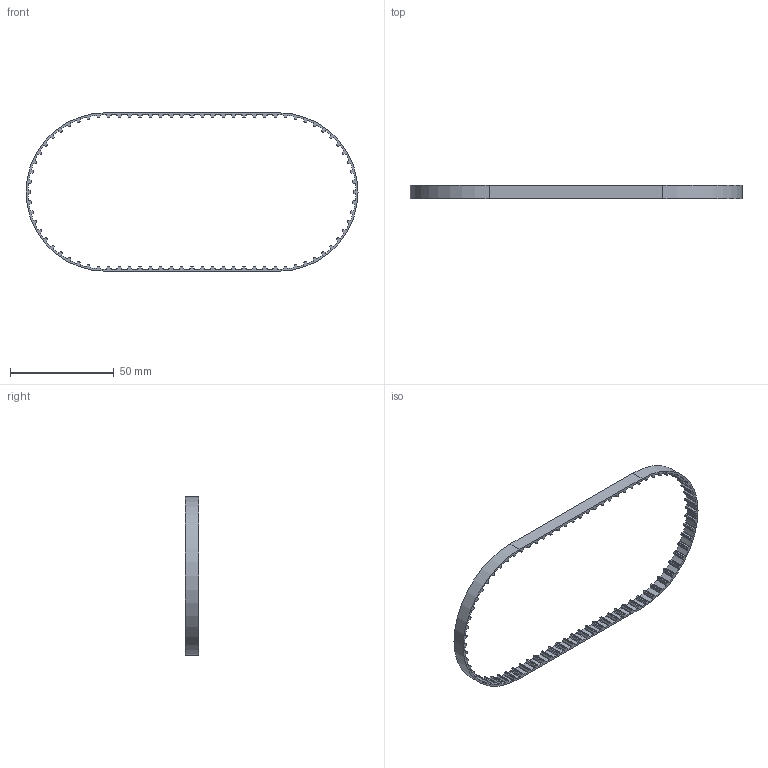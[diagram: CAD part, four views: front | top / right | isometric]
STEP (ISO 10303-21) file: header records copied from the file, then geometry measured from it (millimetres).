
FILE_DESCRIPTION (( 'STEP AP214' ), '1' );
FILE_NAME ('160XL025NG.step', '2015-04-08T23:02:21', ( '' ), ( '' ), 'SwSTEP 2.0', 'SolidWorks 2014', '' );
FILE_SCHEMA (( 'AUTOMOTIVE_DESIGN' ));
Length unit declared in the file: inch
Products named in the file (1): 160XL025NG
Bounding box: 159.71 x 6.35 x 76.2 mm (x, y, z)
Volume: 3557.3 mm3; surface area: 6953.8 mm2
Topology: 1 solids, 1 shells, 678 faces, 2028 edges, 1352 vertices
Faces by surface type: cylinder 398, plane 280
Entity records: 23172 total; most frequent: DIRECTION 4182, CARTESIAN_POINT 4059, ORIENTED_EDGE 4056, EDGE_CURVE 2028, AXIS2_PLACEMENT_3D 1475, VERTEX_POINT 1352, VECTOR 1232, LINE 1232
